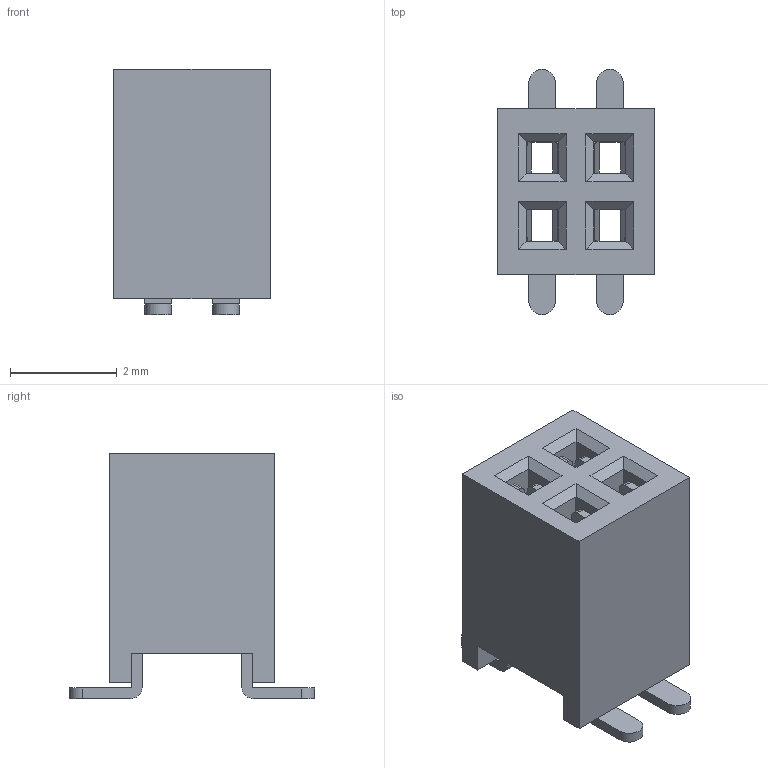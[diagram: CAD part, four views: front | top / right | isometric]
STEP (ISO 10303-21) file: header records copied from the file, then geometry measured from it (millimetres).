
FILE_DESCRIPTION(/* description */ ('Unknown'),/* implementation_level */ '2;1');
FILE_NAME(/* name */ 'J_Wurth_WR-PHD_62300421021',/* time_stamp */ '2025-04-30T10:52:13+08:00',/* author */ ('Unknown'),/* organization */ ('Unknown'),/* preprocessor_version */ 'ST-DEVELOPER v19.4',/* originating_system */ 'Solid Edge',/* authorisation */ 'Unknown');
FILE_SCHEMA (('AUTOMOTIVE_DESIGN {1 0 10303 214 3 1 1}'));
Length unit declared in the file: millimetre
Products named in the file (2): J_Wurth_WR-PHD_62300421021
Assembly tree (1 placements, depth 2):
  J_Wurth_WR-PHD_62300421021
    J_Wurth_WR-PHD_62300421021
Bounding box: 2.94 x 4.6 x 4.6 mm (x, y, z)
Volume: 26.8 mm3; surface area: 205 mm2
Topology: 5 solids, 5 shells, 290 faces, 784 edges, 504 vertices
Faces by surface type: plane 174, cylinder 116
Entity records: 9182 total; most frequent: CARTESIAN_POINT 1724, ORIENTED_EDGE 1568, DIRECTION 1528, EDGE_CURVE 784, LINE 528, VECTOR 528, VERTEX_POINT 504, AXIS2_PLACEMENT_3D 500
